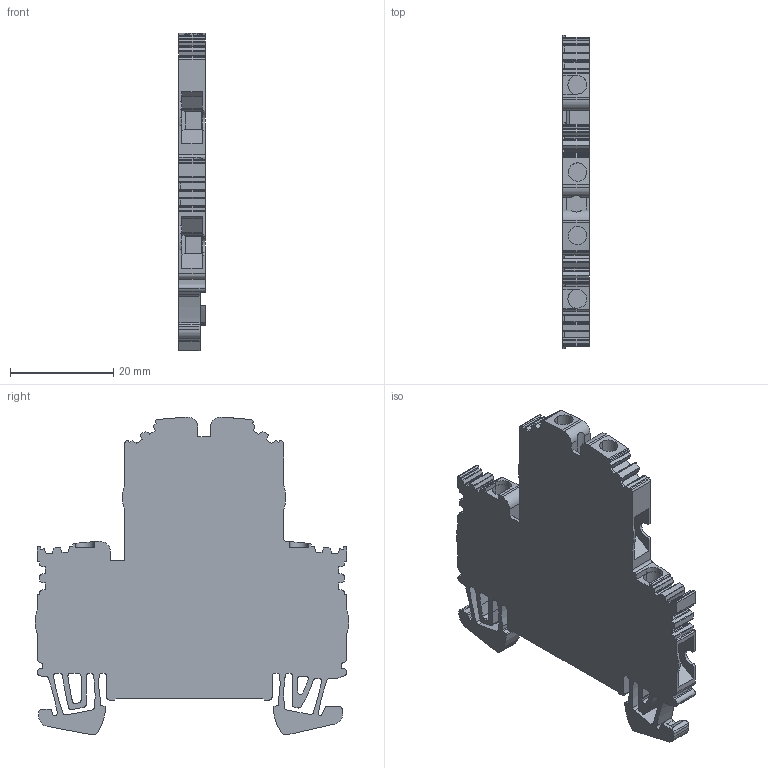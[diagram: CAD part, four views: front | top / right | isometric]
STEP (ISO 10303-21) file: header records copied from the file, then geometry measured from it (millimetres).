
FILE_DESCRIPTION(('CATIA V5 STEP Exchange','CAx-IF Rec.Pracs.--- Model Styling and Organization---1.4--- 2014-01-23'),'2;1');
FILE_NAME ('13164489_5', '2022-09-23T08:25:12+00:00', ('none'), ('Weidmueller'), 'CATIA Version 5-6 Release 2016 SP3 HF44', 'CATIA V5 STEP AP214', 'none');
FILE_SCHEMA(('AUTOMOTIVE_DESIGN { 1 0 10303 214 1 1 1 1 }'));
Length unit declared in the file: millimetre
Products named in the file (1): 1041610000_WDK_2-5N_V
Bounding box: 5.1 x 60.7 x 61.55 mm (x, y, z)
Volume: 11128.9 mm3; surface area: 8153.7 mm2
Topology: 1 solids, 1 shells, 529 faces, 1561 edges, 1036 vertices
Faces by surface type: plane 354, cylinder 175
Entity records: 17492 total; most frequent: CARTESIAN_POINT 3279, ORIENTED_EDGE 3122, DIRECTION 2377, EDGE_CURVE 1561, VECTOR 1197, LINE 1197, VERTEX_POINT 1036, AXIS2_PLACEMENT_3D 759
